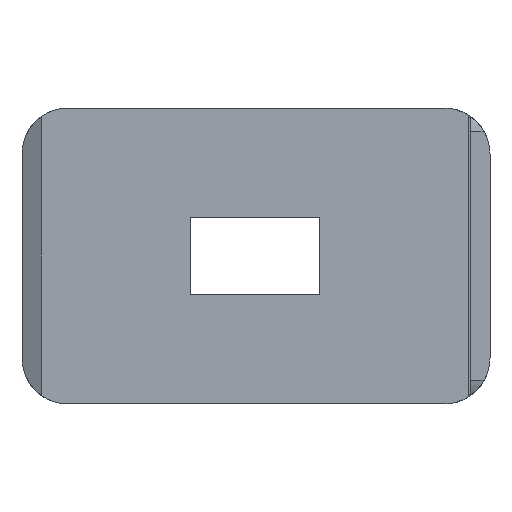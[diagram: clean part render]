
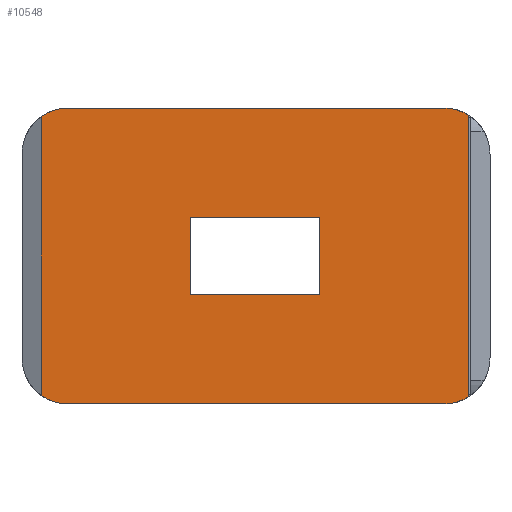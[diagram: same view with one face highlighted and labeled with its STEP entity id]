
A CAD part, front view. The second image highlights one B-rep face of the part: STEP entity #10548.
In plain terms, the highlighted planar face has unit normal (0, -1, 0).
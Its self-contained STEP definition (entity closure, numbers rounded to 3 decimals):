
#473=DIRECTION('',(1.,0.,0.));
#474=VECTOR('',#473,7.);
#475=CARTESIAN_POINT('',(-3.5,0.,2.1));
#476=LINE('',#475,#474);
#485=CARTESIAN_POINT('',(10.2,0.,5.5));
#486=DIRECTION('',(0.,-1.,0.));
#487=DIRECTION('',(0.54,0.,0.842));
#488=AXIS2_PLACEMENT_3D('',#485,#486,#487);
#490=DIRECTION('',(0.,0.,1.));
#491=VECTOR('',#490,15.208);
#492=CARTESIAN_POINT('',(11.55,0.,-7.604));
#493=LINE('',#492,#491);
#494=CARTESIAN_POINT('',(10.2,0.,-5.5));
#495=DIRECTION('',(0.,-1.,0.));
#496=DIRECTION('',(0.,0.,-1.));
#497=AXIS2_PLACEMENT_3D('',#494,#495,#496);
#499=CARTESIAN_POINT('',(-10.1,0.,-5.5));
#500=DIRECTION('',(0.,-1.,0.));
#501=DIRECTION('',(-0.58,0.,-0.815));
#502=AXIS2_PLACEMENT_3D('',#499,#500,#501);
#504=CARTESIAN_POINT('',(-10.1,0.,5.5));
#505=DIRECTION('',(0.,-1.,0.));
#506=DIRECTION('',(0.,0.,1.));
#507=AXIS2_PLACEMENT_3D('',#504,#505,#506);
#513=DIRECTION('',(0.,0.,-1.));
#514=VECTOR('',#513,4.2);
#515=CARTESIAN_POINT('',(3.5,0.,2.1));
#516=LINE('',#515,#514);
#525=DIRECTION('',(-1.,0.,0.));
#526=VECTOR('',#525,7.);
#527=CARTESIAN_POINT('',(3.5,0.,-2.1));
#528=LINE('',#527,#526);
#537=DIRECTION('',(0.,0.,1.));
#538=VECTOR('',#537,4.2);
#539=CARTESIAN_POINT('',(-3.5,0.,-2.1));
#540=LINE('',#539,#538);
#545=DIRECTION('',(-1.,0.,0.));
#546=VECTOR('',#545,20.3);
#547=CARTESIAN_POINT('',(10.2,0.,8.));
#548=LINE('',#547,#546);
#6724=DIRECTION('',(1.,0.,0.));
#6725=VECTOR('',#6724,20.3);
#6726=CARTESIAN_POINT('',(-10.1,0.,-8.));
#6727=LINE('',#6726,#6725);
#6816=DIRECTION('',(0.,0.,1.));
#6817=VECTOR('',#6816,15.073);
#6818=CARTESIAN_POINT('',(-11.55,0.,-7.537));
#6819=LINE('',#6818,#6817);
#8274=CARTESIAN_POINT('',(11.55,0.,7.604));
#8275=VERTEX_POINT('',#8274);
#8276=CARTESIAN_POINT('',(11.55,0.,-7.604));
#8277=VERTEX_POINT('',#8276);
#8278=CARTESIAN_POINT('',(10.2,0.,8.));
#8279=VERTEX_POINT('',#8278);
#8282=CARTESIAN_POINT('',(-10.1,0.,8.));
#8284=VERTEX_POINT('',#8282);
#8286=CARTESIAN_POINT('',(-11.55,0.,7.537));
#8287=VERTEX_POINT('',#8286);
#8316=CARTESIAN_POINT('',(-11.55,0.,-7.537));
#8318=VERTEX_POINT('',#8316);
#8320=CARTESIAN_POINT('',(-10.1,0.,-8.));
#8321=VERTEX_POINT('',#8320);
#8502=CARTESIAN_POINT('',(10.2,0.,-8.));
#8504=VERTEX_POINT('',#8502);
#9364=CARTESIAN_POINT('',(-3.5,0.,2.1));
#9366=VERTEX_POINT('',#9364);
#9368=CARTESIAN_POINT('',(-3.5,0.,-2.1));
#9370=VERTEX_POINT('',#9368);
#9372=CARTESIAN_POINT('',(3.5,0.,2.1));
#9374=VERTEX_POINT('',#9372);
#9376=CARTESIAN_POINT('',(3.5,0.,-2.1));
#9378=VERTEX_POINT('',#9376);
#10516=CARTESIAN_POINT('',(-27.551,0.,0.));
#10517=DIRECTION('',(0.,-1.,0.));
#10518=DIRECTION('',(-1.,0.,0.));
#10519=AXIS2_PLACEMENT_3D('',#10516,#10517,#10518);
#10520=PLANE('',#10519);
#10522=ORIENTED_EDGE('',*,*,#10521,.F.);
#10524=ORIENTED_EDGE('',*,*,#10523,.F.);
#10526=ORIENTED_EDGE('',*,*,#10525,.F.);
#10528=ORIENTED_EDGE('',*,*,#10527,.F.);
#10530=ORIENTED_EDGE('',*,*,#10529,.F.);
#10532=ORIENTED_EDGE('',*,*,#10531,.F.);
#10534=ORIENTED_EDGE('',*,*,#10533,.T.);
#10536=ORIENTED_EDGE('',*,*,#10535,.F.);
#10537=EDGE_LOOP('',(#10522,#10524,#10526,#10528,#10530,#10532,#10534,#10536));
#10538=FACE_OUTER_BOUND('',#10537,.F.);
#10540=ORIENTED_EDGE('',*,*,#10539,.F.);
#10541=ORIENTED_EDGE('',*,*,#10506,.F.);
#10543=ORIENTED_EDGE('',*,*,#10542,.F.);
#10545=ORIENTED_EDGE('',*,*,#10544,.F.);
#10546=EDGE_LOOP('',(#10540,#10541,#10543,#10545));
#10547=FACE_BOUND('',#10546,.F.);
#10548=ADVANCED_FACE('',(#10538,#10547),#10520,.T.);
#489=CIRCLE('',#488,2.5);
#498=CIRCLE('',#497,2.5);
#503=CIRCLE('',#502,2.5);
#508=CIRCLE('',#507,2.5);
#10506=EDGE_CURVE('',#9366,#9374,#476,.T.);
#10521=EDGE_CURVE('',#8279,#8284,#548,.T.);
#10523=EDGE_CURVE('',#8275,#8279,#489,.T.);
#10525=EDGE_CURVE('',#8277,#8275,#493,.T.);
#10527=EDGE_CURVE('',#8504,#8277,#498,.T.);
#10529=EDGE_CURVE('',#8321,#8504,#6727,.T.);
#10531=EDGE_CURVE('',#8318,#8321,#503,.T.);
#10533=EDGE_CURVE('',#8318,#8287,#6819,.T.);
#10535=EDGE_CURVE('',#8284,#8287,#508,.T.);
#10539=EDGE_CURVE('',#9374,#9378,#516,.T.);
#10542=EDGE_CURVE('',#9370,#9366,#540,.T.);
#10544=EDGE_CURVE('',#9378,#9370,#528,.T.);
